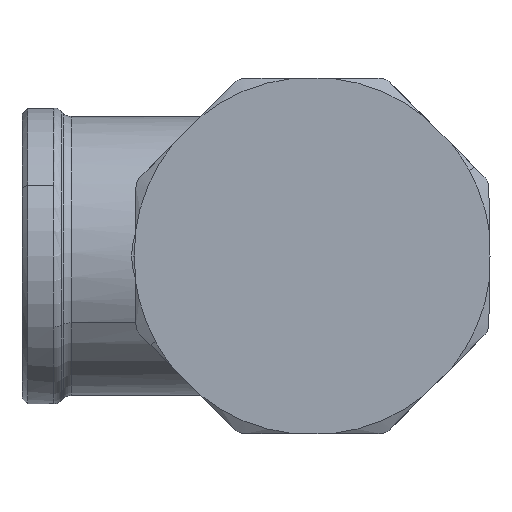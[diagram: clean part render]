
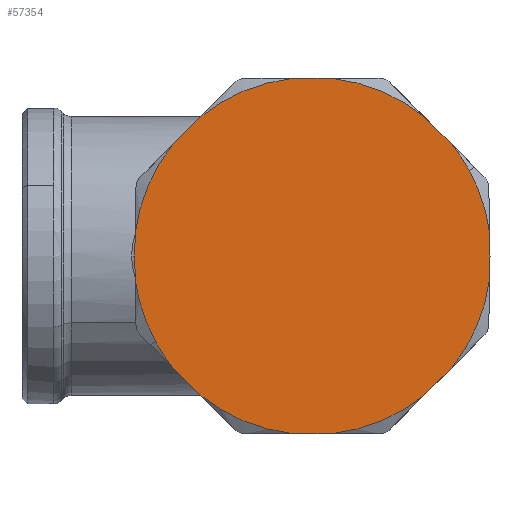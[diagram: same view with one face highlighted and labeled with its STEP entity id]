
A CAD part, left-side view. The second image highlights one B-rep face of the part: STEP entity #57354.
In plain terms, the highlighted planar face has unit normal (-1, 0, 0).
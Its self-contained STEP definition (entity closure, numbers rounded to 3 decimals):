
#53024=CARTESIAN_POINT('Vertex',(-80.,-12.506,-9.98)) ;
#53029=CARTESIAN_POINT('Line Origine',(-80.,-11.243,-11.243)) ;
#53033=CARTESIAN_POINT('Vertex',(-80.,-9.98,-12.506)) ;
#53096=CARTESIAN_POINT('Vertex',(-80.,-1.786,-15.9)) ;
#53101=CARTESIAN_POINT('Line Origine',(-80.,0.,-15.9)) ;
#53105=CARTESIAN_POINT('Vertex',(-80.,1.786,-15.9)) ;
#53167=CARTESIAN_POINT('Vertex',(-80.,9.98,-12.506)) ;
#53172=CARTESIAN_POINT('Line Origine',(-80.,11.243,-11.243)) ;
#53176=CARTESIAN_POINT('Vertex',(-80.,12.506,-9.98)) ;
#53290=CARTESIAN_POINT('Vertex',(-80.,15.902,0.)) ;
#53307=CARTESIAN_POINT('Vertex',(-80.,15.866,-2.063)) ;
#53310=CARTESIAN_POINT('Line Origine',(-80.,15.884,-1.032)) ;
#55166=CARTESIAN_POINT('Vertex',(-80.,12.506,9.98)) ;
#55171=CARTESIAN_POINT('Line Origine',(-80.,11.243,11.243)) ;
#55175=CARTESIAN_POINT('Vertex',(-80.,9.98,12.506)) ;
#55238=CARTESIAN_POINT('Vertex',(-80.,1.786,15.9)) ;
#55243=CARTESIAN_POINT('Line Origine',(-80.,0.,15.9)) ;
#55247=CARTESIAN_POINT('Vertex',(-80.,-1.786,15.9)) ;
#55309=CARTESIAN_POINT('Vertex',(-80.,-9.98,12.506)) ;
#55314=CARTESIAN_POINT('Line Origine',(-80.,-11.243,11.243)) ;
#55318=CARTESIAN_POINT('Vertex',(-80.,-12.506,9.98)) ;
#55370=CARTESIAN_POINT('Vertex',(-80.,-15.902,0.)) ;
#55387=CARTESIAN_POINT('Vertex',(-80.,-15.866,2.063)) ;
#55390=CARTESIAN_POINT('Line Origine',(-80.,-15.884,1.032)) ;
#55408=CARTESIAN_POINT('Line Origine',(-80.,-15.884,-1.032)) ;
#55412=CARTESIAN_POINT('Vertex',(-80.,-15.866,-2.063)) ;
#57259=CARTESIAN_POINT('Axis2P3D Location',(-80.,0.,0.)) ;
#57271=CARTESIAN_POINT('Axis2P3D Location',(-80.,-16.,0.)) ;
#57276=CARTESIAN_POINT('Axis2P3D Location',(-80.,0.,0.)) ;
#57281=CARTESIAN_POINT('Axis2P3D Location',(-80.,0.,0.)) ;
#57285=CARTESIAN_POINT('Vertex',(-80.,-14.041,7.671)) ;
#57288=CARTESIAN_POINT('Axis2P3D Location',(-80.,0.,0.)) ;
#57293=CARTESIAN_POINT('Axis2P3D Location',(-80.,0.,0.)) ;
#57298=CARTESIAN_POINT('Axis2P3D Location',(-80.,0.,0.)) ;
#57303=CARTESIAN_POINT('Axis2P3D Location',(-80.,0.,0.)) ;
#57307=CARTESIAN_POINT('Vertex',(-80.,15.866,2.063)) ;
#57310=CARTESIAN_POINT('Line Origine',(-80.,15.884,1.032)) ;
#57315=CARTESIAN_POINT('Axis2P3D Location',(-80.,0.,0.)) ;
#57319=CARTESIAN_POINT('Vertex',(-80.,14.041,-7.671)) ;
#57322=CARTESIAN_POINT('Axis2P3D Location',(-80.,0.,0.)) ;
#57327=CARTESIAN_POINT('Axis2P3D Location',(-80.,0.,0.)) ;
#53030=DIRECTION('Vector Direction',(0.,0.707,-0.707)) ;
#53102=DIRECTION('Vector Direction',(0.,1.,0.)) ;
#53173=DIRECTION('Vector Direction',(0.,0.707,0.707)) ;
#53311=DIRECTION('Vector Direction',(0.,-0.017,-1.)) ;
#55172=DIRECTION('Vector Direction',(0.,-0.707,0.707)) ;
#55244=DIRECTION('Vector Direction',(0.,-1.,0.)) ;
#55315=DIRECTION('Vector Direction',(0.,-0.707,-0.707)) ;
#55391=DIRECTION('Vector Direction',(0.,0.017,1.)) ;
#55409=DIRECTION('Vector Direction',(0.,0.017,-1.)) ;
#57260=DIRECTION('Axis2P3D Direction',(1.,-0.,0.)) ;
#57272=DIRECTION('Axis2P3D Direction',(-1.,0.,0.)) ;
#57273=DIRECTION('Axis2P3D XDirection',(0.,1.,0.)) ;
#57277=DIRECTION('Axis2P3D Direction',(-1.,0.,0.)) ;
#57282=DIRECTION('Axis2P3D Direction',(-1.,0.,0.)) ;
#57289=DIRECTION('Axis2P3D Direction',(-1.,0.,0.)) ;
#57294=DIRECTION('Axis2P3D Direction',(-1.,0.,0.)) ;
#57299=DIRECTION('Axis2P3D Direction',(-1.,0.,0.)) ;
#57304=DIRECTION('Axis2P3D Direction',(-1.,0.,0.)) ;
#57311=DIRECTION('Vector Direction',(0.,0.017,-1.)) ;
#57316=DIRECTION('Axis2P3D Direction',(-1.,0.,0.)) ;
#57323=DIRECTION('Axis2P3D Direction',(-1.,0.,0.)) ;
#57328=DIRECTION('Axis2P3D Direction',(-1.,0.,0.)) ;
#57261=AXIS2_PLACEMENT_3D('Circle Axis2P3D',#57259,#57260,$) ;
#57274=AXIS2_PLACEMENT_3D('Plane Axis2P3D',#57271,#57272,#57273) ;
#57278=AXIS2_PLACEMENT_3D('Circle Axis2P3D',#57276,#57277,$) ;
#57283=AXIS2_PLACEMENT_3D('Circle Axis2P3D',#57281,#57282,$) ;
#57290=AXIS2_PLACEMENT_3D('Circle Axis2P3D',#57288,#57289,$) ;
#57295=AXIS2_PLACEMENT_3D('Circle Axis2P3D',#57293,#57294,$) ;
#57300=AXIS2_PLACEMENT_3D('Circle Axis2P3D',#57298,#57299,$) ;
#57305=AXIS2_PLACEMENT_3D('Circle Axis2P3D',#57303,#57304,$) ;
#57317=AXIS2_PLACEMENT_3D('Circle Axis2P3D',#57315,#57316,$) ;
#57324=AXIS2_PLACEMENT_3D('Circle Axis2P3D',#57322,#57323,$) ;
#57329=AXIS2_PLACEMENT_3D('Circle Axis2P3D',#57327,#57328,$) ;
#57333=ORIENTED_EDGE('',*,*,#53107,.F.) ;
#57334=ORIENTED_EDGE('',*,*,#57263,.T.) ;
#57335=ORIENTED_EDGE('',*,*,#53035,.F.) ;
#57336=ORIENTED_EDGE('',*,*,#57280,.T.) ;
#57337=ORIENTED_EDGE('',*,*,#55414,.F.) ;
#57338=ORIENTED_EDGE('',*,*,#55394,.T.) ;
#57339=ORIENTED_EDGE('',*,*,#57287,.T.) ;
#57340=ORIENTED_EDGE('',*,*,#57292,.T.) ;
#57341=ORIENTED_EDGE('',*,*,#55320,.F.) ;
#57342=ORIENTED_EDGE('',*,*,#57297,.T.) ;
#57343=ORIENTED_EDGE('',*,*,#55249,.F.) ;
#57344=ORIENTED_EDGE('',*,*,#57302,.T.) ;
#57345=ORIENTED_EDGE('',*,*,#55177,.F.) ;
#57346=ORIENTED_EDGE('',*,*,#57309,.T.) ;
#57347=ORIENTED_EDGE('',*,*,#57314,.T.) ;
#57348=ORIENTED_EDGE('',*,*,#53314,.T.) ;
#57349=ORIENTED_EDGE('',*,*,#57321,.T.) ;
#57350=ORIENTED_EDGE('',*,*,#57326,.T.) ;
#57351=ORIENTED_EDGE('',*,*,#53178,.F.) ;
#57352=ORIENTED_EDGE('',*,*,#57331,.T.) ;
#53031=VECTOR('Line Direction',#53030,1.) ;
#53103=VECTOR('Line Direction',#53102,1.) ;
#53174=VECTOR('Line Direction',#53173,1.) ;
#53312=VECTOR('Line Direction',#53311,1.) ;
#55173=VECTOR('Line Direction',#55172,1.) ;
#55245=VECTOR('Line Direction',#55244,1.) ;
#55316=VECTOR('Line Direction',#55315,1.) ;
#55392=VECTOR('Line Direction',#55391,1.) ;
#55410=VECTOR('Line Direction',#55409,1.) ;
#57312=VECTOR('Line Direction',#57311,1.) ;
#57354=ADVANCED_FACE('0031917GR',(#57353),#57275,.T.) ;
#57262=CIRCLE('generated circle',#57261,16.) ;
#57279=CIRCLE('generated circle',#57278,16.) ;
#57284=CIRCLE('generated circle',#57283,16.) ;
#57291=CIRCLE('generated circle',#57290,16.) ;
#57296=CIRCLE('generated circle',#57295,16.) ;
#57301=CIRCLE('generated circle',#57300,16.) ;
#57306=CIRCLE('generated circle',#57305,16.) ;
#57318=CIRCLE('generated circle',#57317,16.) ;
#57325=CIRCLE('generated circle',#57324,16.) ;
#57330=CIRCLE('generated circle',#57329,16.) ;
#53035=EDGE_CURVE('',#53025,#53034,#53032,.T.) ;
#53107=EDGE_CURVE('',#53097,#53106,#53104,.T.) ;
#53178=EDGE_CURVE('',#53168,#53177,#53175,.T.) ;
#53314=EDGE_CURVE('',#53291,#53308,#53313,.T.) ;
#55177=EDGE_CURVE('',#55167,#55176,#55174,.T.) ;
#55249=EDGE_CURVE('',#55239,#55248,#55246,.T.) ;
#55320=EDGE_CURVE('',#55310,#55319,#55317,.T.) ;
#55394=EDGE_CURVE('',#55371,#55388,#55393,.T.) ;
#55414=EDGE_CURVE('',#55371,#55413,#55411,.T.) ;
#57263=EDGE_CURVE('',#53097,#53034,#57262,.F.) ;
#57280=EDGE_CURVE('',#53025,#55413,#57279,.T.) ;
#57287=EDGE_CURVE('',#55388,#57286,#57284,.T.) ;
#57292=EDGE_CURVE('',#57286,#55319,#57291,.T.) ;
#57297=EDGE_CURVE('',#55310,#55248,#57296,.T.) ;
#57302=EDGE_CURVE('',#55239,#55176,#57301,.T.) ;
#57309=EDGE_CURVE('',#55167,#57308,#57306,.T.) ;
#57314=EDGE_CURVE('',#57308,#53291,#57313,.T.) ;
#57321=EDGE_CURVE('',#53308,#57320,#57318,.T.) ;
#57326=EDGE_CURVE('',#57320,#53177,#57325,.T.) ;
#57331=EDGE_CURVE('',#53168,#53106,#57330,.T.) ;
#57332=EDGE_LOOP('',(#57333,#57334,#57335,#57336,#57337,#57338,#57339,#57340,#57341,#57342,#57343,#57344,#57345,#57346,#57347,#57348,#57349,#57350,#57351,#57352)) ;
#57353=FACE_OUTER_BOUND('',#57332,.T.) ;
#53032=LINE('Line',#53029,#53031) ;
#53104=LINE('Line',#53101,#53103) ;
#53175=LINE('Line',#53172,#53174) ;
#53313=LINE('Line',#53310,#53312) ;
#55174=LINE('Line',#55171,#55173) ;
#55246=LINE('Line',#55243,#55245) ;
#55317=LINE('Line',#55314,#55316) ;
#55393=LINE('Line',#55390,#55392) ;
#55411=LINE('Line',#55408,#55410) ;
#57313=LINE('Line',#57310,#57312) ;
#57275=PLANE('',#57274) ;
#53025=VERTEX_POINT('',#53024) ;
#53034=VERTEX_POINT('',#53033) ;
#53097=VERTEX_POINT('',#53096) ;
#53106=VERTEX_POINT('',#53105) ;
#53168=VERTEX_POINT('',#53167) ;
#53177=VERTEX_POINT('',#53176) ;
#53291=VERTEX_POINT('',#53290) ;
#53308=VERTEX_POINT('',#53307) ;
#55167=VERTEX_POINT('',#55166) ;
#55176=VERTEX_POINT('',#55175) ;
#55239=VERTEX_POINT('',#55238) ;
#55248=VERTEX_POINT('',#55247) ;
#55310=VERTEX_POINT('',#55309) ;
#55319=VERTEX_POINT('',#55318) ;
#55371=VERTEX_POINT('',#55370) ;
#55388=VERTEX_POINT('',#55387) ;
#55413=VERTEX_POINT('',#55412) ;
#57286=VERTEX_POINT('',#57285) ;
#57308=VERTEX_POINT('',#57307) ;
#57320=VERTEX_POINT('',#57319) ;
